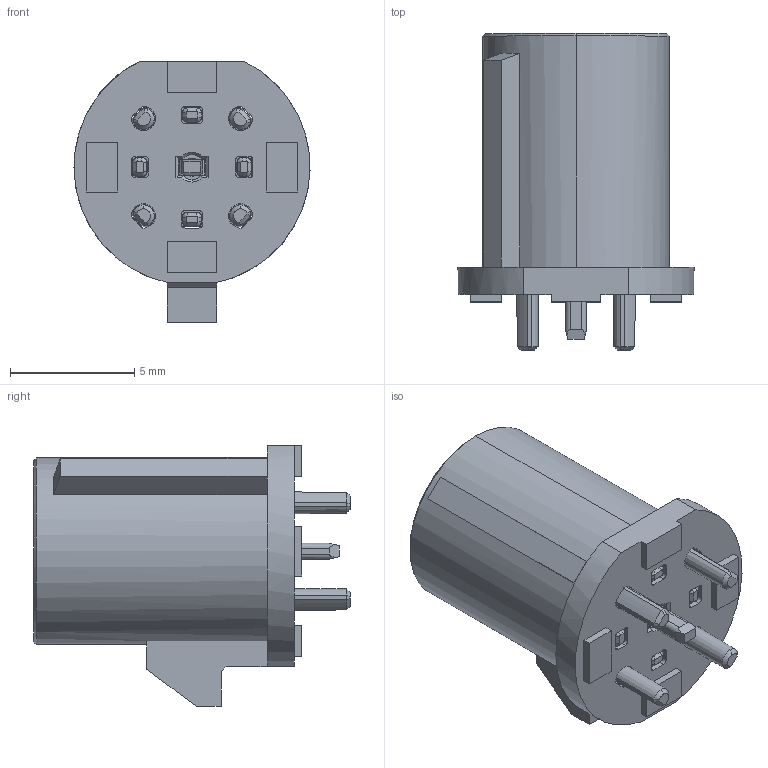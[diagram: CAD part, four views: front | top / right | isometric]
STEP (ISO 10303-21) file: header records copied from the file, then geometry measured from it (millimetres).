
FILE_DESCRIPTION (( 'STEP AP203' ), '1' );
FILE_NAME ('Vertical Fakra-Stamping(Code I).STEP', '2018-09-21T06:49:24', ( '' ), ( '' ), 'SwSTEP 2.0', 'SolidWorks 2018', '' );
FILE_SCHEMA (( 'CONFIG_CONTROL_DESIGN' ));
Length unit declared in the file: millimetre
Products named in the file (4): Shell-Die Casting; Coding Housing-Vertical type_I; Contact; Vertical Fakra-Stamping(Code I)
Assembly tree (3 placements, depth 2):
  Vertical Fakra-Stamping(Code I)
    Coding Housing-Vertical type_I
    Shell-Die Casting
    Contact
Bounding box: 9.5 x 12.75 x 10.5 mm (x, y, z)
Volume: 335.6 mm3; surface area: 943.4 mm2
Topology: 3 solids, 3 shells, 367 faces, 963 edges, 603 vertices
Faces by surface type: plane 215, cylinder 81, cone 47, bspline 18, torus 6
Entity records: 12138 total; most frequent: CARTESIAN_POINT 2880, ORIENTED_EDGE 1926, DIRECTION 1751, EDGE_CURVE 963, VERTEX_POINT 603, LINE 589, VECTOR 589, AXIS2_PLACEMENT_3D 581
